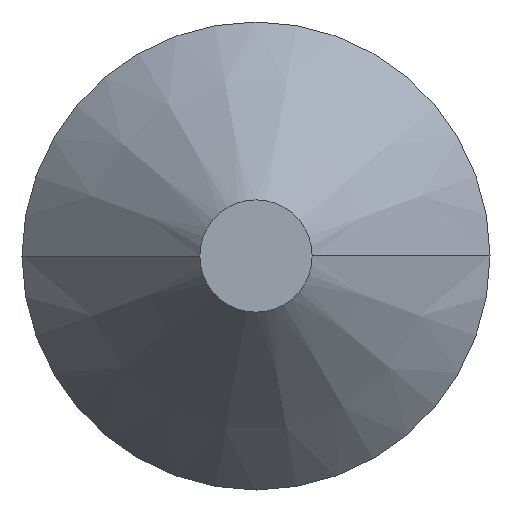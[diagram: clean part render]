
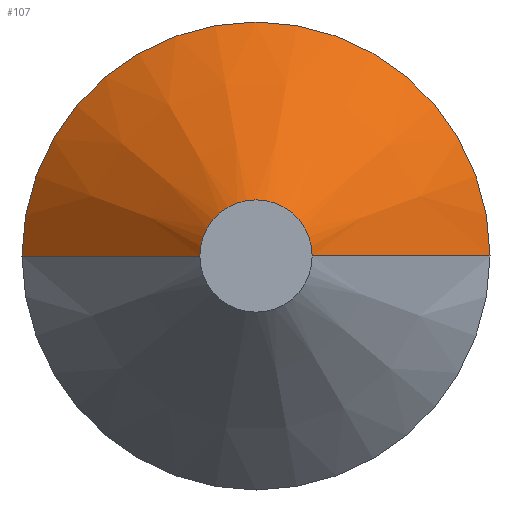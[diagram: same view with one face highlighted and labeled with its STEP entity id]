
A CAD part, front view. The second image highlights one B-rep face of the part: STEP entity #107.
In plain terms, the highlighted conical face has half-angle 41 degrees and reference radius 0.762 mm.
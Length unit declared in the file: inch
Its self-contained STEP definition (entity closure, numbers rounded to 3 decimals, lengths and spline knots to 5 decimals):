
#8 = DIRECTION ( 'NONE',  ( 1., 0., 0. ) ) ;
#12 = VERTEX_POINT ( 'NONE', #281 ) ;
#13 = LINE ( 'NONE', #149, #216 ) ;
#19 = EDGE_CURVE ( 'NONE', #67, #198, #71, .T. ) ;
#20 = CARTESIAN_POINT ( 'NONE',  ( 0.03, 0., 0. ) ) ;
#28 = DIRECTION ( 'NONE',  ( 0., -1., 0. ) ) ;
#33 = AXIS2_PLACEMENT_3D ( 'NONE', #62, #156, #8 ) ;
#62 = CARTESIAN_POINT ( 'NONE',  ( 0., 0., 0. ) ) ;
#63 = VECTOR ( 'NONE', #115, 39.37008 ) ;
#67 = VERTEX_POINT ( 'NONE', #212 ) ;
#71 = LINE ( 'NONE', #20, #63 ) ;
#76 = CONICAL_SURFACE ( 'NONE', #248, 0.03, 0.716 ) ;
#77 = DIRECTION ( 'NONE',  ( -1., 0., 0. ) ) ;
#80 = ORIENTED_EDGE ( 'NONE', *, *, #144, .T. ) ;
#97 = AXIS2_PLACEMENT_3D ( 'NONE', #124, #28, #122 ) ;
#107 = ADVANCED_FACE ( 'NONE', ( #240 ), #76, .T. ) ;
#109 = DIRECTION ( 'NONE',  ( -0.656, 0.755, 0. ) ) ;
#111 = CIRCLE ( 'NONE', #33, 0.03 ) ;
#115 = DIRECTION ( 'NONE',  ( 0.656, 0.755, 0. ) ) ;
#122 = DIRECTION ( 'NONE',  ( 1., 0., 0. ) ) ;
#124 = CARTESIAN_POINT ( 'NONE',  ( 0., 0.10928, 0. ) ) ;
#140 = CARTESIAN_POINT ( 'NONE',  ( 0., 0., 0. ) ) ;
#144 = EDGE_CURVE ( 'NONE', #198, #12, #236, .T. ) ;
#149 = CARTESIAN_POINT ( 'NONE',  ( -0.03, 0., 0. ) ) ;
#150 = ORIENTED_EDGE ( 'NONE', *, *, #166, .F. ) ;
#155 = VERTEX_POINT ( 'NONE', #194 ) ;
#156 = DIRECTION ( 'NONE',  ( 0., -1., 0. ) ) ;
#166 = EDGE_CURVE ( 'NONE', #67, #155, #111, .T. ) ;
#171 = CARTESIAN_POINT ( 'NONE',  ( 0.125, 0.10928, 0. ) ) ;
#194 = CARTESIAN_POINT ( 'NONE',  ( -0.03, 0., 0. ) ) ;
#198 = VERTEX_POINT ( 'NONE', #171 ) ;
#212 = CARTESIAN_POINT ( 'NONE',  ( 0.03, 0., 0. ) ) ;
#216 = VECTOR ( 'NONE', #109, 39.37008 ) ;
#236 = CIRCLE ( 'NONE', #97, 0.125 ) ;
#240 = FACE_OUTER_BOUND ( 'NONE', #254, .T. ) ;
#241 = DIRECTION ( 'NONE',  ( 0., 1., 0. ) ) ;
#248 = AXIS2_PLACEMENT_3D ( 'NONE', #140, #241, #77 ) ;
#249 = EDGE_CURVE ( 'NONE', #155, #12, #13, .T. ) ;
#254 = EDGE_LOOP ( 'NONE', ( #150, #271, #80, #273 ) ) ;
#271 = ORIENTED_EDGE ( 'NONE', *, *, #19, .T. ) ;
#273 = ORIENTED_EDGE ( 'NONE', *, *, #249, .F. ) ;
#281 = CARTESIAN_POINT ( 'NONE',  ( -0.125, 0.10928, 0. ) ) ;
